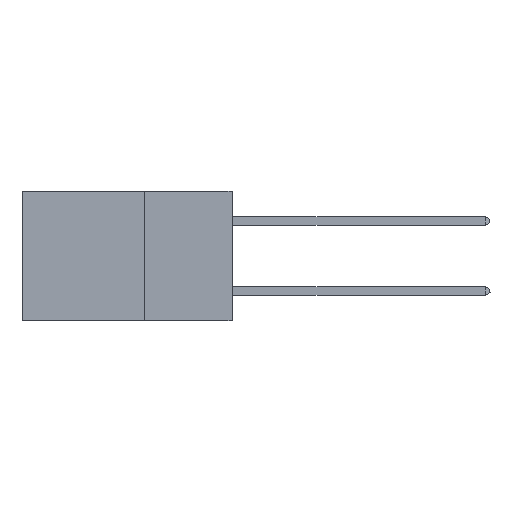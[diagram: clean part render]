
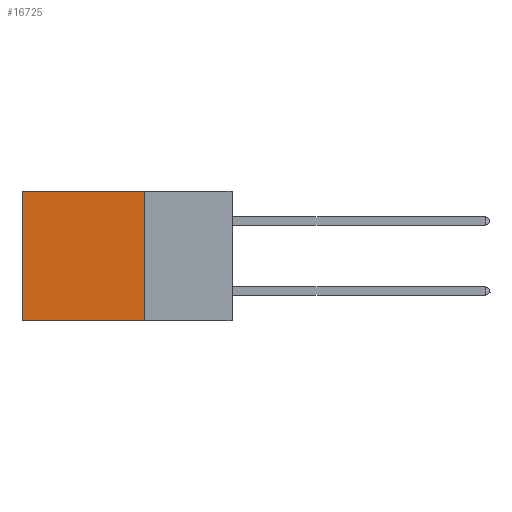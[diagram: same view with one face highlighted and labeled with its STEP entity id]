
A CAD part, left-side view. The second image highlights one B-rep face of the part: STEP entity #16725.
In plain terms, the highlighted planar face has unit normal (-1, 0, 0).
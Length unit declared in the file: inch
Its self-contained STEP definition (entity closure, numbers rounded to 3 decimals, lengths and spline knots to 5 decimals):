
#413 = VERTEX_POINT ( 'NONE', #23792 ) ;
#456 = DIRECTION ( 'NONE',  ( 0., 1., 0. ) ) ;
#2427 = VECTOR ( 'NONE', #27273, 39.37008 ) ;
#2559 = LINE ( 'NONE', #16211, #16190 ) ;
#3092 = VERTEX_POINT ( 'NONE', #7162 ) ;
#3392 = ORIENTED_EDGE ( 'NONE', *, *, #15098, .T. ) ;
#4773 = CARTESIAN_POINT ( 'NONE',  ( 0.2875, 0.25, 0. ) ) ;
#4841 = CARTESIAN_POINT ( 'NONE',  ( 0.2875, 0.25, -0.37 ) ) ;
#4869 = DIRECTION ( 'NONE',  ( 0., 0., -1. ) ) ;
#5220 = VERTEX_POINT ( 'NONE', #12200 ) ;
#6918 = ORIENTED_EDGE ( 'NONE', *, *, #27259, .T. ) ;
#7162 = CARTESIAN_POINT ( 'NONE',  ( 0.2875, 0.25, -0.37 ) ) ;
#8541 = PLANE ( 'NONE',  #20545 ) ;
#8959 = EDGE_CURVE ( 'NONE', #3092, #5220, #22888, .T. ) ;
#12200 = CARTESIAN_POINT ( 'NONE',  ( 0.2875, 0.6, -0.37 ) ) ;
#12450 = ORIENTED_EDGE ( 'NONE', *, *, #8959, .F. ) ;
#13069 = DIRECTION ( 'NONE',  ( 1., 0., 0. ) ) ;
#13887 = LINE ( 'NONE', #4773, #2427 ) ;
#14942 = EDGE_CURVE ( 'NONE', #413, #3092, #13887, .T. ) ;
#15098 = EDGE_CURVE ( 'NONE', #413, #28926, #16744, .T. ) ;
#15377 = DIRECTION ( 'NONE',  ( 0., 0., -1. ) ) ;
#16190 = VECTOR ( 'NONE', #4869, 39.37008 ) ;
#16211 = CARTESIAN_POINT ( 'NONE',  ( 0.2875, 0.6, 0. ) ) ;
#16725 = ADVANCED_FACE ( 'NONE', ( #22412 ), #8541, .F. ) ;
#16744 = LINE ( 'NONE', #21332, #24312 ) ;
#18000 = EDGE_LOOP ( 'NONE', ( #6918, #12450, #20560, #3392 ) ) ;
#18597 = DIRECTION ( 'NONE',  ( 0., 1., 0. ) ) ;
#20545 = AXIS2_PLACEMENT_3D ( 'NONE', #22149, #13069, #15377 ) ;
#20560 = ORIENTED_EDGE ( 'NONE', *, *, #14942, .F. ) ;
#21332 = CARTESIAN_POINT ( 'NONE',  ( 0.2875, 0.25, 0. ) ) ;
#22149 = CARTESIAN_POINT ( 'NONE',  ( 0.2875, 0.25, 0. ) ) ;
#22412 = FACE_OUTER_BOUND ( 'NONE', #18000, .T. ) ;
#22888 = LINE ( 'NONE', #4841, #26494 ) ;
#23792 = CARTESIAN_POINT ( 'NONE',  ( 0.2875, 0.25, 0. ) ) ;
#24312 = VECTOR ( 'NONE', #456, 39.37008 ) ;
#26494 = VECTOR ( 'NONE', #18597, 39.37008 ) ;
#27259 = EDGE_CURVE ( 'NONE', #28926, #5220, #2559, .T. ) ;
#27273 = DIRECTION ( 'NONE',  ( 0., 0., -1. ) ) ;
#28926 = VERTEX_POINT ( 'NONE', #29078 ) ;
#29078 = CARTESIAN_POINT ( 'NONE',  ( 0.2875, 0.6, 0. ) ) ;
